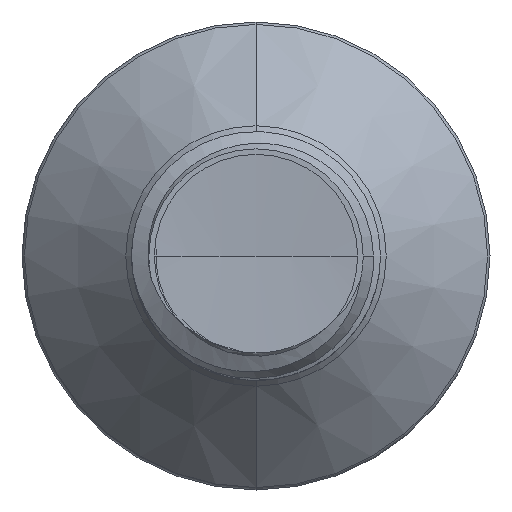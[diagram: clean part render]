
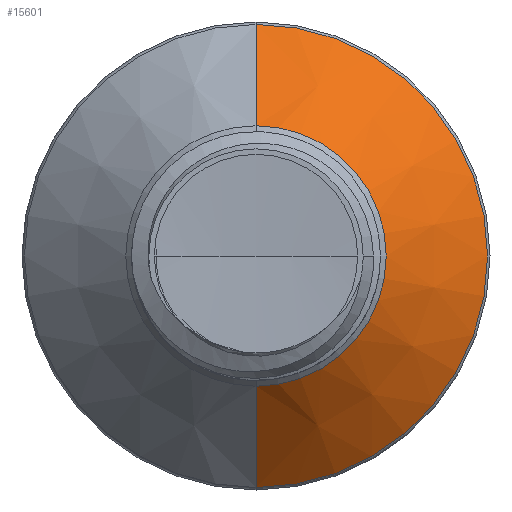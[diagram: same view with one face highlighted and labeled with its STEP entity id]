
A CAD part, front view. The second image highlights one B-rep face of the part: STEP entity #15601.
In plain terms, the highlighted conical face has half-angle 45 degrees and reference radius 1.308 mm.
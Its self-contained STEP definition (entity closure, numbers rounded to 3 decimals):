
#621 = CARTESIAN_POINT ( 'NONE',  ( 0., 6.955, 0. ) ) ;
#1390 = VERTEX_POINT ( 'NONE', #17591 ) ;
#2481 = CARTESIAN_POINT ( 'NONE',  ( 0., 6.955, 0. ) ) ;
#2817 = DIRECTION ( 'NONE',  ( 0., 0., 1. ) ) ;
#3175 = EDGE_LOOP ( 'NONE', ( #17880, #23380, #12996, #24021 ) ) ;
#3873 = AXIS2_PLACEMENT_3D ( 'NONE', #2481, #12917, #15257 ) ;
#4613 = LINE ( 'NONE', #10550, #15263 ) ;
#4772 = CARTESIAN_POINT ( 'NONE',  ( 0., 6.955, 1.308 ) ) ;
#5116 = CARTESIAN_POINT ( 'NONE',  ( 0., 7.972, 2.325 ) ) ;
#5728 = CONICAL_SURFACE ( 'NONE', #3873, 1.308, 0.785 ) ;
#6403 = EDGE_CURVE ( 'NONE', #25491, #8573, #4613, .T. ) ;
#6414 = FACE_OUTER_BOUND ( 'NONE', #3175, .T. ) ;
#7842 = EDGE_CURVE ( 'NONE', #8573, #1390, #14801, .T. ) ;
#8573 = VERTEX_POINT ( 'NONE', #5116 ) ;
#9281 = EDGE_CURVE ( 'NONE', #11889, #1390, #21599, .T. ) ;
#10550 = CARTESIAN_POINT ( 'NONE',  ( 0., 6.955, 1.308 ) ) ;
#10729 = EDGE_CURVE ( 'NONE', #25491, #11889, #26799, .T. ) ;
#11889 = VERTEX_POINT ( 'NONE', #13389 ) ;
#12463 = DIRECTION ( 'NONE',  ( 0., 1., 0. ) ) ;
#12917 = DIRECTION ( 'NONE',  ( 0., 1., 0. ) ) ;
#12996 = ORIENTED_EDGE ( 'NONE', *, *, #7842, .F. ) ;
#13389 = CARTESIAN_POINT ( 'NONE',  ( 0., 6.955, -1.308 ) ) ;
#14801 = CIRCLE ( 'NONE', #26163, 2.325 ) ;
#15257 = DIRECTION ( 'NONE',  ( 0., 0., 1. ) ) ;
#15263 = VECTOR ( 'NONE', #19618, 1000. ) ;
#15576 = DIRECTION ( 'NONE',  ( 0., 1., 0. ) ) ;
#15601 = ADVANCED_FACE ( 'NONE', ( #6414 ), #5728, .T. ) ;
#15752 = AXIS2_PLACEMENT_3D ( 'NONE', #621, #15576, #2817 ) ;
#17591 = CARTESIAN_POINT ( 'NONE',  ( 0., 7.972, -2.325 ) ) ;
#17880 = ORIENTED_EDGE ( 'NONE', *, *, #10729, .T. ) ;
#19618 = DIRECTION ( 'NONE',  ( 0., 0.707, 0.707 ) ) ;
#20318 = VECTOR ( 'NONE', #22165, 1000. ) ;
#21599 = LINE ( 'NONE', #26240, #20318 ) ;
#22165 = DIRECTION ( 'NONE',  ( 0., 0.707, -0.707 ) ) ;
#23380 = ORIENTED_EDGE ( 'NONE', *, *, #9281, .T. ) ;
#24021 = ORIENTED_EDGE ( 'NONE', *, *, #6403, .F. ) ;
#24897 = CARTESIAN_POINT ( 'NONE',  ( 0., 7.972, 0. ) ) ;
#25491 = VERTEX_POINT ( 'NONE', #4772 ) ;
#26163 = AXIS2_PLACEMENT_3D ( 'NONE', #24897, #12463, #26989 ) ;
#26240 = CARTESIAN_POINT ( 'NONE',  ( 0., 6.955, -1.308 ) ) ;
#26799 = CIRCLE ( 'NONE', #15752, 1.308 ) ;
#26989 = DIRECTION ( 'NONE',  ( 0., 0., 1. ) ) ;
